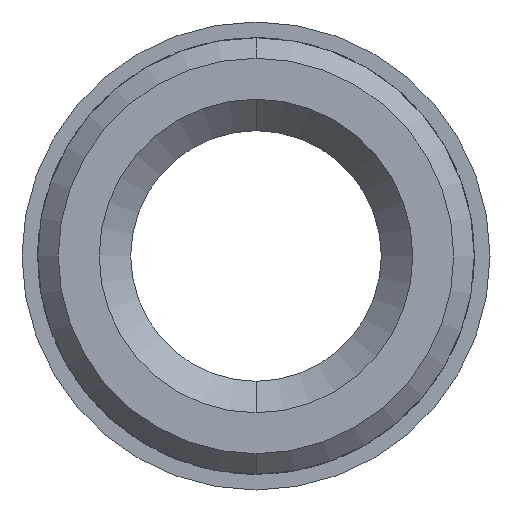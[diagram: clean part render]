
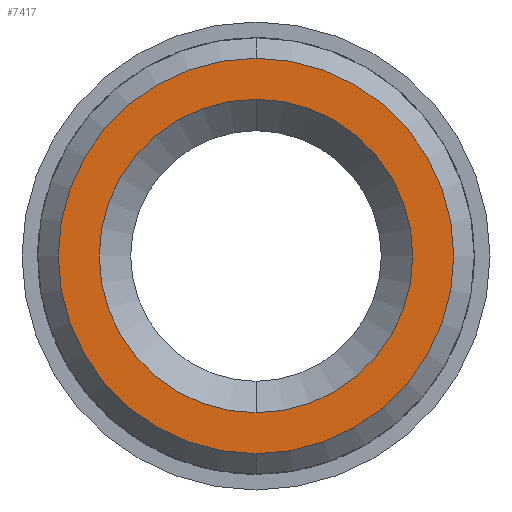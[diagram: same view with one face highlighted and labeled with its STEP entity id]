
A CAD part, front view. The second image highlights one B-rep face of the part: STEP entity #7417.
In plain terms, the highlighted planar face has unit normal (0, -1, 0).
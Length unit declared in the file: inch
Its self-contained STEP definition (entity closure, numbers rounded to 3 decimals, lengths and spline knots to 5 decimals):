
#333 = AXIS2_PLACEMENT_3D ( 'NONE', #6418, #621, #2230 ) ;
#621 = DIRECTION ( 'NONE',  ( 0., 1., 0. ) ) ;
#652 = EDGE_LOOP ( 'NONE', ( #3921, #23474 ) ) ;
#1465 = AXIS2_PLACEMENT_3D ( 'NONE', #16946, #10877, #9010 ) ;
#1526 = EDGE_LOOP ( 'NONE', ( #25080, #12689 ) ) ;
#2230 = DIRECTION ( 'NONE',  ( 0., 0., 1. ) ) ;
#2389 = CARTESIAN_POINT ( 'NONE',  ( 0., -0.1875, 0. ) ) ;
#2467 = DIRECTION ( 'NONE',  ( 0., 1., 0. ) ) ;
#3047 = CARTESIAN_POINT ( 'NONE',  ( 0., -0.1875, -0.0995 ) ) ;
#3921 = ORIENTED_EDGE ( 'NONE', *, *, #15500, .T. ) ;
#4359 = PLANE ( 'NONE',  #21247 ) ;
#4407 = CARTESIAN_POINT ( 'NONE',  ( 0., -0.1875, -0.1255 ) ) ;
#4458 = CARTESIAN_POINT ( 'NONE',  ( 0., -0.1875, 0. ) ) ;
#5299 = DIRECTION ( 'NONE',  ( 0., 0., 1. ) ) ;
#5321 = AXIS2_PLACEMENT_3D ( 'NONE', #2389, #18420, #24474 ) ;
#6418 = CARTESIAN_POINT ( 'NONE',  ( 0., -0.1875, 0. ) ) ;
#7417 = ADVANCED_FACE ( 'NONE', ( #16749, #18512 ), #4359, .F. ) ;
#7491 = EDGE_CURVE ( 'NONE', #15909, #17869, #25554, .T. ) ;
#8375 = DIRECTION ( 'NONE',  ( 0., 1., 0. ) ) ;
#9010 = DIRECTION ( 'NONE',  ( 0., 0., 1. ) ) ;
#9253 = EDGE_CURVE ( 'NONE', #17869, #15909, #23810, .T. ) ;
#10877 = DIRECTION ( 'NONE',  ( 0., 1., 0. ) ) ;
#12664 = DIRECTION ( 'NONE',  ( 0., 0., 1. ) ) ;
#12689 = ORIENTED_EDGE ( 'NONE', *, *, #9253, .F. ) ;
#13123 = CARTESIAN_POINT ( 'NONE',  ( 0., -0.1875, 0.1255 ) ) ;
#15500 = EDGE_CURVE ( 'NONE', #24610, #24005, #18379, .T. ) ;
#15909 = VERTEX_POINT ( 'NONE', #13123 ) ;
#16470 = EDGE_CURVE ( 'NONE', #24005, #24610, #17091, .T. ) ;
#16666 = AXIS2_PLACEMENT_3D ( 'NONE', #4458, #8375, #12664 ) ;
#16749 = FACE_BOUND ( 'NONE', #652, .T. ) ;
#16770 = CARTESIAN_POINT ( 'NONE',  ( 0., -0.1875, 0.0995 ) ) ;
#16946 = CARTESIAN_POINT ( 'NONE',  ( 0., -0.1875, 0. ) ) ;
#17091 = CIRCLE ( 'NONE', #16666, 0.0995 ) ;
#17869 = VERTEX_POINT ( 'NONE', #4407 ) ;
#18379 = CIRCLE ( 'NONE', #333, 0.0995 ) ;
#18420 = DIRECTION ( 'NONE',  ( 0., 1., 0. ) ) ;
#18512 = FACE_OUTER_BOUND ( 'NONE', #1526, .T. ) ;
#21247 = AXIS2_PLACEMENT_3D ( 'NONE', #24960, #2467, #5299 ) ;
#23474 = ORIENTED_EDGE ( 'NONE', *, *, #16470, .T. ) ;
#23810 = CIRCLE ( 'NONE', #5321, 0.1255 ) ;
#24005 = VERTEX_POINT ( 'NONE', #16770 ) ;
#24474 = DIRECTION ( 'NONE',  ( 0., 0., 1. ) ) ;
#24610 = VERTEX_POINT ( 'NONE', #3047 ) ;
#24960 = CARTESIAN_POINT ( 'NONE',  ( 0., -0.1875, 0. ) ) ;
#25080 = ORIENTED_EDGE ( 'NONE', *, *, #7491, .F. ) ;
#25554 = CIRCLE ( 'NONE', #1465, 0.1255 ) ;
